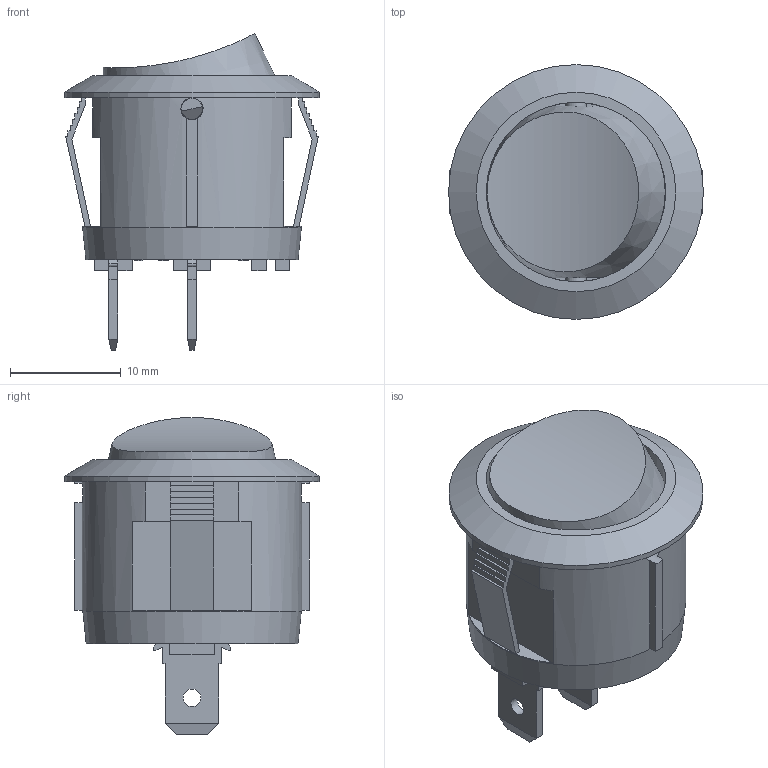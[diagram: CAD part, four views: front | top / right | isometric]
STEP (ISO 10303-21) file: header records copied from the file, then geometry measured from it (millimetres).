
FILE_DESCRIPTION((''),'2;1');
FILE_NAME('RRG311xxx00.stp','2017-09-25T15:54:05',('mroman'),(''),'Autodesk Inventor 2012','Autodesk Inventor 2012','');
FILE_SCHEMA(('CONFIG_CONTROL_DESIGN'));
Length unit declared in the file: millimetre
Products named in the file (1): RRG311xxx00
Bounding box: 23 x 23 x 28.6 mm (x, y, z)
Volume: 3215.1 mm3; surface area: 3766.7 mm2
Topology: 1 solids, 1 shells, 224 faces, 634 edges, 419 vertices
Faces by surface type: plane 171, bspline 31, cylinder 18, cone 3, sphere 1
Full cylindrical faces by diameter (mm): 1.6 x2, 1.9 x2, 2 x2, 3 x1, 4.6 x1, 16.2 x1, 23 x1
Entity records: 7467 total; most frequent: CARTESIAN_POINT 1865, ORIENTED_EDGE 1234, DIRECTION 983, EDGE_CURVE 617, VECTOR 479, LINE 479, VERTEX_POINT 415, EDGE_LOOP 262
